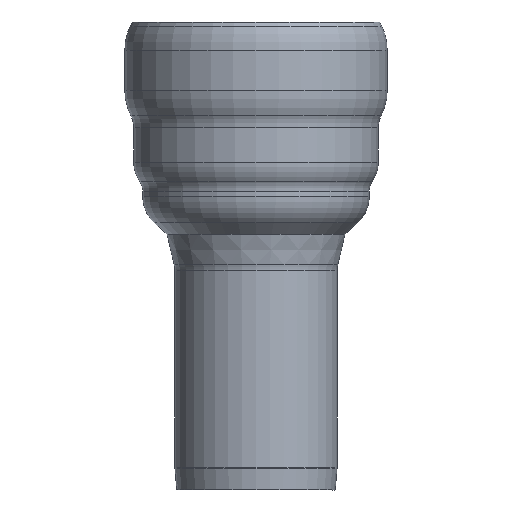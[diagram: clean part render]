
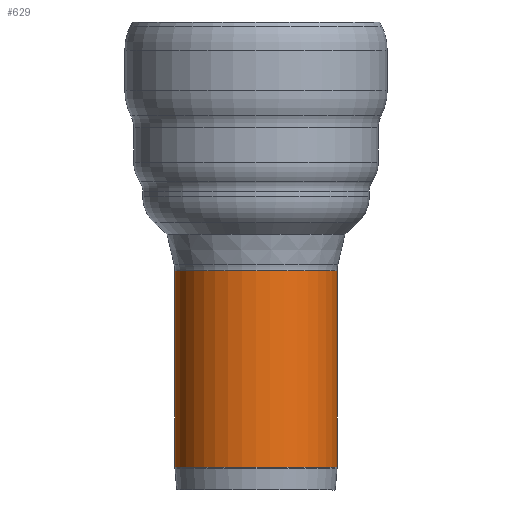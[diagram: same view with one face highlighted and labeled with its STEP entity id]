
A CAD part, front view. The second image highlights one B-rep face of the part: STEP entity #629.
In plain terms, the highlighted cylindrical face has radius 365 mm (diameter 730 mm), a full revolution.
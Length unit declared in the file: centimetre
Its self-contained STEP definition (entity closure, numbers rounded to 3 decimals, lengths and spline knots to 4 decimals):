
#54=LINE('',#1182,#74);
#74=VECTOR('',#981,36.5);
#84=CYLINDRICAL_SURFACE('',#739,36.5);
#117=FACE_OUTER_BOUND('',#153,.T.);
#153=EDGE_LOOP('',(#560,#561,#562,#563,#564,#565));
#224=CIRCLE('',#736,36.5);
#226=CIRCLE('',#738,36.5);
#227=CIRCLE('',#740,36.5);
#228=CIRCLE('',#741,36.5);
#286=VERTEX_POINT('',#1172);
#287=VERTEX_POINT('',#1173);
#288=VERTEX_POINT('',#1178);
#289=VERTEX_POINT('',#1179);
#377=EDGE_CURVE('',#286,#287,#224,.T.);
#379=EDGE_CURVE('',#287,#286,#226,.T.);
#380=EDGE_CURVE('',#288,#289,#227,.T.);
#381=EDGE_CURVE('',#289,#288,#228,.T.);
#382=EDGE_CURVE('',#289,#287,#54,.T.);
#560=ORIENTED_EDGE('',*,*,#380,.F.);
#561=ORIENTED_EDGE('',*,*,#381,.F.);
#562=ORIENTED_EDGE('',*,*,#382,.T.);
#563=ORIENTED_EDGE('',*,*,#379,.T.);
#564=ORIENTED_EDGE('',*,*,#377,.T.);
#565=ORIENTED_EDGE('',*,*,#382,.F.);
#629=ADVANCED_FACE('',(#117),#84,.T.);
#736=AXIS2_PLACEMENT_3D('',#1174,#969,#970);
#738=AXIS2_PLACEMENT_3D('',#1176,#973,#974);
#739=AXIS2_PLACEMENT_3D('',#1177,#975,#976);
#740=AXIS2_PLACEMENT_3D('',#1180,#977,#978);
#741=AXIS2_PLACEMENT_3D('',#1181,#979,#980);
#969=DIRECTION('center_axis',(0.,0.,
1.));
#970=DIRECTION('ref_axis',(1.,0.,0.));
#973=DIRECTION('center_axis',(0.,0.,
1.));
#974=DIRECTION('ref_axis',(1.,0.,0.));
#975=DIRECTION('center_axis',(0.,0.,
1.));
#976=DIRECTION('ref_axis',(-1.,0.,0.));
#977=DIRECTION('center_axis',(0.,0.,
1.));
#978=DIRECTION('ref_axis',(1.,0.,0.));
#979=DIRECTION('center_axis',(0.,0.,
1.));
#980=DIRECTION('ref_axis',(1.,0.,0.));
#981=DIRECTION('',(0.,0.,-1.));
#1172=CARTESIAN_POINT('',(169.3614,69.8755,-86.9444));
#1173=CARTESIAN_POINT('',(205.8614,33.3755,-86.9444));
#1174=CARTESIAN_POINT('Origin',(169.3614,33.3755,-86.9444));
#1176=CARTESIAN_POINT('Origin',(169.3614,33.3755,-86.9444));
#1177=CARTESIAN_POINT('Origin',(169.3614,33.3755,-42.7879));
#1178=CARTESIAN_POINT('',(169.3614,69.8755,1.3686));
#1179=CARTESIAN_POINT('',(205.8614,33.3755,1.3686));
#1180=CARTESIAN_POINT('Origin',(169.3614,33.3755,1.3686));
#1181=CARTESIAN_POINT('Origin',(169.3614,33.3755,1.3686));
#1182=CARTESIAN_POINT('',(205.8614,33.3755,-42.7879));
